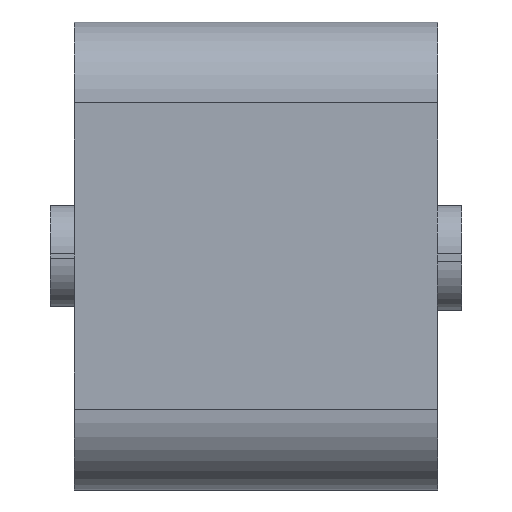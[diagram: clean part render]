
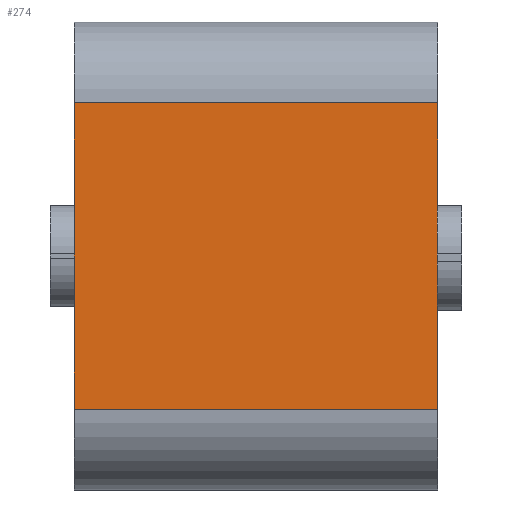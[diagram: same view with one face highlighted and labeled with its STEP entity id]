
A CAD part, front view. The second image highlights one B-rep face of the part: STEP entity #274.
In plain terms, the highlighted planar face has unit normal (0, -1, 0).
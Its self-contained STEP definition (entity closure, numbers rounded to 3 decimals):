
#9 = DIRECTION ( 'NONE',  ( 0., 0., 1. ) ) ;
#12 = LINE ( 'NONE', #798, #549 ) ;
#29 = DIRECTION ( 'NONE',  ( 0., 0., 1. ) ) ;
#37 = LINE ( 'NONE', #300, #1299 ) ;
#39 = VERTEX_POINT ( 'NONE', #1188 ) ;
#68 = DIRECTION ( 'NONE',  ( 0., -1., 0. ) ) ;
#76 = FACE_OUTER_BOUND ( 'NONE', #435, .T. ) ;
#111 = CARTESIAN_POINT ( 'NONE',  ( 2.25, -0.3, -1.9 ) ) ;
#144 = CARTESIAN_POINT ( 'NONE',  ( -2.25, -0.3, -1.9 ) ) ;
#183 = CARTESIAN_POINT ( 'NONE',  ( -2.25, -0.3, -0.625 ) ) ;
#207 = VERTEX_POINT ( 'NONE', #1150 ) ;
#214 = VERTEX_POINT ( 'NONE', #1537 ) ;
#220 = EDGE_CURVE ( 'NONE', #214, #749, #377, .T. ) ;
#234 = CARTESIAN_POINT ( 'NONE',  ( 2.55, -0.3, -0.673 ) ) ;
#274 = ADVANCED_FACE ( 'NONE', ( #76 ), #463, .T. ) ;
#292 = ORIENTED_EDGE ( 'NONE', *, *, #398, .F. ) ;
#300 = CARTESIAN_POINT ( 'NONE',  ( 2.25, -0.3, -1.9 ) ) ;
#315 = ORIENTED_EDGE ( 'NONE', *, *, #220, .F. ) ;
#325 = VERTEX_POINT ( 'NONE', #719 ) ;
#377 = LINE ( 'NONE', #897, #918 ) ;
#398 = EDGE_CURVE ( 'NONE', #1116, #214, #473, .T. ) ;
#435 = EDGE_LOOP ( 'NONE', ( #475, #1535, #1443, #838, #1336, #1189, #315, #292, #1451, #576 ) ) ;
#463 = PLANE ( 'NONE',  #924 ) ;
#473 = LINE ( 'NONE', #753, #1328 ) ;
#475 = ORIENTED_EDGE ( 'NONE', *, *, #499, .F. ) ;
#499 = EDGE_CURVE ( 'NONE', #325, #207, #659, .T. ) ;
#518 = CARTESIAN_POINT ( 'NONE',  ( 2.25, -0.3, -0.673 ) ) ;
#534 = EDGE_CURVE ( 'NONE', #1116, #945, #1054, .T. ) ;
#545 = EDGE_CURVE ( 'NONE', #1192, #39, #37, .T. ) ;
#549 = VECTOR ( 'NONE', #663, 1000. ) ;
#572 = VECTOR ( 'NONE', #1098, 1000. ) ;
#576 = ORIENTED_EDGE ( 'NONE', *, *, #1073, .T. ) ;
#594 = VECTOR ( 'NONE', #928, 1000. ) ;
#604 = LINE ( 'NONE', #1242, #1597 ) ;
#624 = VECTOR ( 'NONE', #1031, 1000. ) ;
#646 = DIRECTION ( 'NONE',  ( -1., 0., 0. ) ) ;
#659 = LINE ( 'NONE', #1179, #1191 ) ;
#663 = DIRECTION ( 'NONE',  ( 0., 0., 1. ) ) ;
#685 = VECTOR ( 'NONE', #29, 1000. ) ;
#701 = DIRECTION ( 'NONE',  ( 0., 0., -1. ) ) ;
#719 = CARTESIAN_POINT ( 'NONE',  ( -2.25, -0.3, 0.625 ) ) ;
#748 = EDGE_CURVE ( 'NONE', #749, #978, #1390, .T. ) ;
#749 = VERTEX_POINT ( 'NONE', #903 ) ;
#753 = CARTESIAN_POINT ( 'NONE',  ( 2.247, -0.3, 0.625 ) ) ;
#798 = CARTESIAN_POINT ( 'NONE',  ( -2.25, -0.3, 0.625 ) ) ;
#799 = EDGE_CURVE ( 'NONE', #39, #1346, #1025, .T. ) ;
#838 = ORIENTED_EDGE ( 'NONE', *, *, #545, .F. ) ;
#876 = CARTESIAN_POINT ( 'NONE',  ( 2.25, -0.3, 1.9 ) ) ;
#897 = CARTESIAN_POINT ( 'NONE',  ( 2.247, -0.3, -0.673 ) ) ;
#903 = CARTESIAN_POINT ( 'NONE',  ( 2.247, -0.3, -0.673 ) ) ;
#918 = VECTOR ( 'NONE', #1416, 1000. ) ;
#924 = AXIS2_PLACEMENT_3D ( 'NONE', #1489, #68, #701 ) ;
#928 = DIRECTION ( 'NONE',  ( 0., 0., 1. ) ) ;
#945 = VERTEX_POINT ( 'NONE', #1429 ) ;
#978 = VERTEX_POINT ( 'NONE', #518 ) ;
#1025 = LINE ( 'NONE', #144, #594 ) ;
#1031 = DIRECTION ( 'NONE',  ( 1., 0., 0. ) ) ;
#1054 = LINE ( 'NONE', #1463, #685 ) ;
#1073 = EDGE_CURVE ( 'NONE', #945, #207, #1375, .T. ) ;
#1098 = DIRECTION ( 'NONE',  ( -1., 0., 0. ) ) ;
#1116 = VERTEX_POINT ( 'NONE', #1494 ) ;
#1150 = CARTESIAN_POINT ( 'NONE',  ( -2.25, -0.3, 1.9 ) ) ;
#1179 = CARTESIAN_POINT ( 'NONE',  ( -2.25, -0.3, -1.9 ) ) ;
#1188 = CARTESIAN_POINT ( 'NONE',  ( -2.25, -0.3, -1.9 ) ) ;
#1189 = ORIENTED_EDGE ( 'NONE', *, *, #748, .F. ) ;
#1191 = VECTOR ( 'NONE', #9, 1000. ) ;
#1192 = VERTEX_POINT ( 'NONE', #111 ) ;
#1221 = EDGE_CURVE ( 'NONE', #1346, #325, #12, .T. ) ;
#1242 = CARTESIAN_POINT ( 'NONE',  ( 2.25, -0.3, -1.9 ) ) ;
#1299 = VECTOR ( 'NONE', #646, 1000. ) ;
#1328 = VECTOR ( 'NONE', #1505, 1000. ) ;
#1336 = ORIENTED_EDGE ( 'NONE', *, *, #1557, .T. ) ;
#1346 = VERTEX_POINT ( 'NONE', #183 ) ;
#1375 = LINE ( 'NONE', #876, #572 ) ;
#1390 = LINE ( 'NONE', #234, #624 ) ;
#1416 = DIRECTION ( 'NONE',  ( 0., 0., -1. ) ) ;
#1429 = CARTESIAN_POINT ( 'NONE',  ( 2.25, -0.3, 1.9 ) ) ;
#1443 = ORIENTED_EDGE ( 'NONE', *, *, #799, .F. ) ;
#1451 = ORIENTED_EDGE ( 'NONE', *, *, #534, .T. ) ;
#1463 = CARTESIAN_POINT ( 'NONE',  ( 2.25, -0.3, -1.9 ) ) ;
#1489 = CARTESIAN_POINT ( 'NONE',  ( 2.25, -0.3, -1.9 ) ) ;
#1494 = CARTESIAN_POINT ( 'NONE',  ( 2.25, -0.3, 0.625 ) ) ;
#1505 = DIRECTION ( 'NONE',  ( -1., 0., 0. ) ) ;
#1535 = ORIENTED_EDGE ( 'NONE', *, *, #1221, .F. ) ;
#1537 = CARTESIAN_POINT ( 'NONE',  ( 2.247, -0.3, 0.625 ) ) ;
#1557 = EDGE_CURVE ( 'NONE', #1192, #978, #604, .T. ) ;
#1597 = VECTOR ( 'NONE', #1634, 1000. ) ;
#1634 = DIRECTION ( 'NONE',  ( 0., 0., 1. ) ) ;
